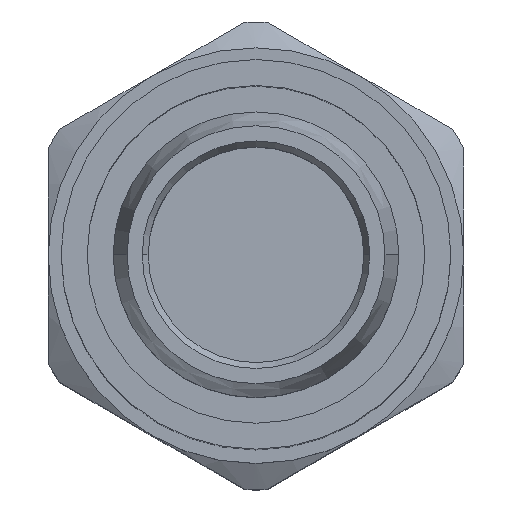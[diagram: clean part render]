
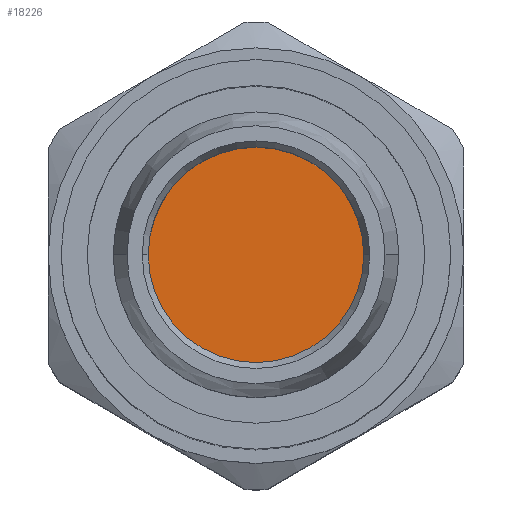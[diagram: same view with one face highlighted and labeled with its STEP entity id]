
A CAD part, top view. The second image highlights one B-rep face of the part: STEP entity #18226.
In plain terms, the highlighted planar face has unit normal (0, 0, 1).
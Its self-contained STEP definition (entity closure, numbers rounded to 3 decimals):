
#227 = AXIS2_PLACEMENT_3D ( 'NONE', #11529, #11216, #8833 ) ;
#1401 = CIRCLE ( 'NONE', #227, 2.075 ) ;
#1424 = ORIENTED_EDGE ( 'NONE', *, *, #14671, .F. ) ;
#1765 = EDGE_CURVE ( 'NONE', #7985, #4500, #1401, .T. ) ;
#2486 = DIRECTION ( 'NONE',  ( 0., 1., 0. ) ) ;
#2935 = DIRECTION ( 'NONE',  ( 0., 0., -1. ) ) ;
#3461 = CARTESIAN_POINT ( 'NONE',  ( 2.075, 0., 13.671 ) ) ;
#4500 = VERTEX_POINT ( 'NONE', #3461 ) ;
#5907 = CARTESIAN_POINT ( 'NONE',  ( -2.075, 0., 13.671 ) ) ;
#7985 = VERTEX_POINT ( 'NONE', #5907 ) ;
#8833 = DIRECTION ( 'NONE',  ( 0., 1., 0. ) ) ;
#8927 = CIRCLE ( 'NONE', #16818, 2.075 ) ;
#8996 = FACE_OUTER_BOUND ( 'NONE', #11706, .T. ) ;
#9537 = PLANE ( 'NONE',  #17031 ) ;
#9749 = ORIENTED_EDGE ( 'NONE', *, *, #1765, .F. ) ;
#10936 = DIRECTION ( 'NONE',  ( 0., 0., -1. ) ) ;
#11216 = DIRECTION ( 'NONE',  ( 0., 0., -1. ) ) ;
#11387 = CARTESIAN_POINT ( 'NONE',  ( 0., 0., 13.671 ) ) ;
#11529 = CARTESIAN_POINT ( 'NONE',  ( 0., 0., 13.671 ) ) ;
#11706 = EDGE_LOOP ( 'NONE', ( #1424, #9749 ) ) ;
#12810 = DIRECTION ( 'NONE',  ( 0., 1., 0. ) ) ;
#14671 = EDGE_CURVE ( 'NONE', #4500, #7985, #8927, .T. ) ;
#16818 = AXIS2_PLACEMENT_3D ( 'NONE', #11387, #2935, #12810 ) ;
#17031 = AXIS2_PLACEMENT_3D ( 'NONE', #17958, #10936, #2486 ) ;
#17958 = CARTESIAN_POINT ( 'NONE',  ( 0., 0., 13.671 ) ) ;
#18226 = ADVANCED_FACE ( 'NONE', ( #8996 ), #9537, .F. ) ;
